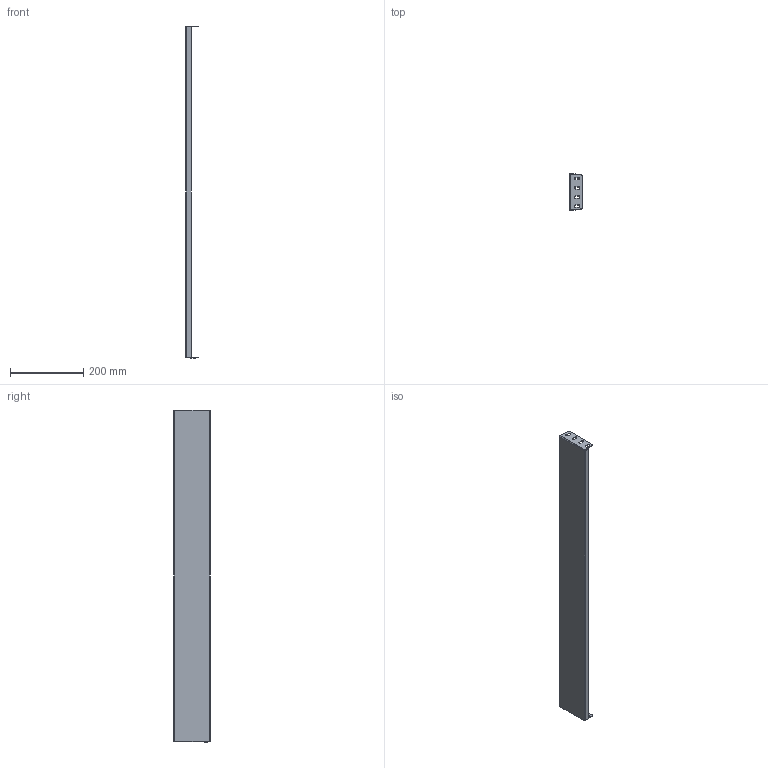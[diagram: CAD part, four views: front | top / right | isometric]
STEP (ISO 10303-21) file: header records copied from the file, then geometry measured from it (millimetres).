
FILE_DESCRIPTION (( 'STEP AP214' ), '1' );
FILE_NAME ('YKM40D-FO-VSS-010-100 FORMAT Ïàíåëü áîêîâàÿ ðàçäåëèòåëüíàÿ 100õ1000ìì (2øò_êîìïë) IEK.STEP', '2022-05-31T07:18:50', ( '' ), ( '' ), 'SwSTEP 2.0', 'SolidWorks 2017', '' );
FILE_SCHEMA (( 'AUTOMOTIVE_DESIGN' ));
Length unit declared in the file: millimetre
Products named in the file (1): YKM40D-FO-VSS-010-100 FORMAT Ïàíåëü áîêîâàÿ ðàçäåëèòåëüíàÿ 100õ1000ìì (2øò_êîìïë) IEK
Bounding box: 35 x 99 x 907 mm (x, y, z)
Volume: 177304.9 mm3; surface area: 240144.3 mm2
Topology: 1 solids, 1 shells, 82 faces, 208 edges, 128 vertices
Faces by surface type: plane 38, cylinder 36, bspline 8
Entity records: 2682 total; most frequent: CARTESIAN_POINT 683, ORIENTED_EDGE 416, DIRECTION 398, EDGE_CURVE 208, VECTOR 136, LINE 136, AXIS2_PLACEMENT_3D 131, VERTEX_POINT 128
